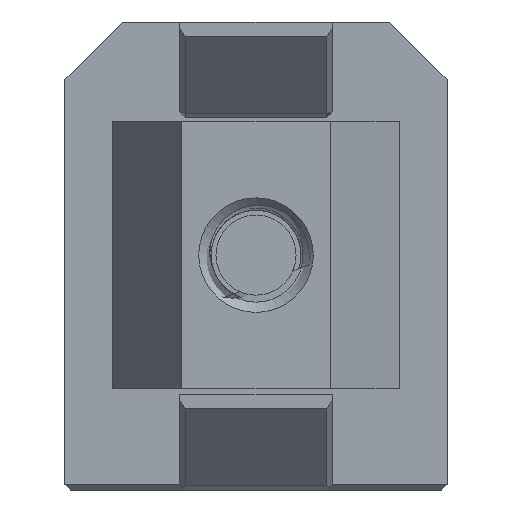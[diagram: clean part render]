
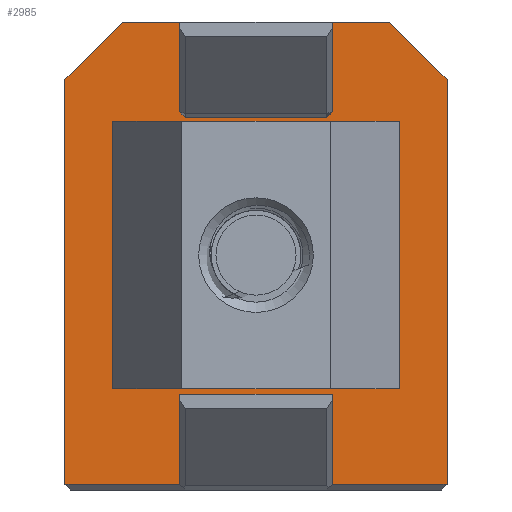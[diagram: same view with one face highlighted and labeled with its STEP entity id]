
A CAD part, front view. The second image highlights one B-rep face of the part: STEP entity #2985.
In plain terms, the highlighted planar face has unit normal (0, -1, 0).
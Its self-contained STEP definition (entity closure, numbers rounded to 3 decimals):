
#46=FACE_BOUND('',#485,.T.);
#121=PLANE('',#3225);
#307=FACE_OUTER_BOUND('',#484,.T.);
#484=EDGE_LOOP('',(#2615,#2616,#2617,#2618,#2619,#2620,#2621,#2622,#2623,
#2624,#2625,#2626,#2627,#2628,#2629,#2630));
#485=EDGE_LOOP('',(#2631,#2632,#2633,#2634));
#570=CIRCLE('',#3226,3.1);
#803=LINE('',#10059,#1079);
#814=LINE('',#10080,#1090);
#817=LINE('',#10085,#1093);
#823=LINE('',#10095,#1099);
#835=LINE('',#10120,#1111);
#846=LINE('',#10142,#1122);
#847=LINE('',#10145,#1123);
#885=LINE('',#11270,#1161);
#889=LINE('',#11278,#1165);
#891=LINE('',#11281,#1167);
#897=LINE('',#11292,#1173);
#898=LINE('',#11293,#1174);
#899=LINE('',#11295,#1175);
#900=LINE('',#11296,#1176);
#901=LINE('',#11297,#1177);
#902=LINE('',#11298,#1178);
#903=LINE('',#11301,#1179);
#904=LINE('',#11303,#1180);
#905=LINE('',#11305,#1181);
#1079=VECTOR('',#3657,10.);
#1090=VECTOR('',#3676,10.);
#1093=VECTOR('',#3681,10.);
#1099=VECTOR('',#3691,10.);
#1111=VECTOR('',#3715,10.);
#1122=VECTOR('',#3738,10.);
#1123=VECTOR('',#3741,10.);
#1161=VECTOR('',#3831,10.);
#1165=VECTOR('',#3837,10.);
#1167=VECTOR('',#3839,10.);
#1173=VECTOR('',#3847,10.);
#1174=VECTOR('',#3848,10.);
#1175=VECTOR('',#3849,10.);
#1176=VECTOR('',#3850,10.);
#1177=VECTOR('',#3851,10.);
#1178=VECTOR('',#3852,10.);
#1179=VECTOR('',#3853,10.);
#1180=VECTOR('',#3854,10.);
#1181=VECTOR('',#3855,10.);
#1395=VERTEX_POINT('',#10033);
#1404=VERTEX_POINT('',#10057);
#1405=VERTEX_POINT('',#10058);
#1410=VERTEX_POINT('',#10078);
#1411=VERTEX_POINT('',#10079);
#1412=VERTEX_POINT('',#10084);
#1420=VERTEX_POINT('',#10113);
#1421=VERTEX_POINT('',#10118);
#1426=VERTEX_POINT('',#10138);
#1427=VERTEX_POINT('',#10144);
#1463=VERTEX_POINT('',#11268);
#1464=VERTEX_POINT('',#11269);
#1467=VERTEX_POINT('',#11277);
#1468=VERTEX_POINT('',#11280);
#1472=VERTEX_POINT('',#11291);
#1473=VERTEX_POINT('',#11294);
#1474=VERTEX_POINT('',#11299);
#1475=VERTEX_POINT('',#11300);
#1476=VERTEX_POINT('',#11302);
#1477=VERTEX_POINT('',#11304);
#1760=EDGE_CURVE('',#1404,#1405,#803,.F.);
#1771=EDGE_CURVE('',#1410,#1411,#814,.F.);
#1774=EDGE_CURVE('',#1412,#1405,#817,.T.);
#1780=EDGE_CURVE('',#1411,#1404,#823,.T.);
#1792=EDGE_CURVE('',#1421,#1420,#835,.T.);
#1803=EDGE_CURVE('',#1395,#1426,#846,.T.);
#1804=EDGE_CURVE('',#1427,#1420,#847,.T.);
#1858=EDGE_CURVE('',#1463,#1464,#885,.T.);
#1862=EDGE_CURVE('',#1464,#1467,#889,.T.);
#1864=EDGE_CURVE('',#1412,#1468,#891,.T.);
#1870=EDGE_CURVE('',#1395,#1472,#897,.T.);
#1871=EDGE_CURVE('',#1427,#1472,#898,.T.);
#1872=EDGE_CURVE('',#1421,#1473,#899,.T.);
#1873=EDGE_CURVE('',#1468,#1473,#900,.T.);
#1874=EDGE_CURVE('',#1410,#1467,#901,.T.);
#1875=EDGE_CURVE('',#1426,#1463,#902,.T.);
#1876=EDGE_CURVE('',#1474,#1475,#903,.T.);
#1877=EDGE_CURVE('',#1476,#1474,#904,.T.);
#1878=EDGE_CURVE('',#1477,#1476,#905,.T.);
#1879=EDGE_CURVE('',#1475,#1477,#570,.T.);
#2615=ORIENTED_EDGE('',*,*,#1803,.F.);
#2616=ORIENTED_EDGE('',*,*,#1870,.T.);
#2617=ORIENTED_EDGE('',*,*,#1871,.F.);
#2618=ORIENTED_EDGE('',*,*,#1804,.T.);
#2619=ORIENTED_EDGE('',*,*,#1792,.F.);
#2620=ORIENTED_EDGE('',*,*,#1872,.T.);
#2621=ORIENTED_EDGE('',*,*,#1873,.F.);
#2622=ORIENTED_EDGE('',*,*,#1864,.F.);
#2623=ORIENTED_EDGE('',*,*,#1774,.T.);
#2624=ORIENTED_EDGE('',*,*,#1760,.F.);
#2625=ORIENTED_EDGE('',*,*,#1780,.F.);
#2626=ORIENTED_EDGE('',*,*,#1771,.F.);
#2627=ORIENTED_EDGE('',*,*,#1874,.T.);
#2628=ORIENTED_EDGE('',*,*,#1862,.F.);
#2629=ORIENTED_EDGE('',*,*,#1858,.F.);
#2630=ORIENTED_EDGE('',*,*,#1875,.F.);
#2631=ORIENTED_EDGE('',*,*,#1876,.F.);
#2632=ORIENTED_EDGE('',*,*,#1877,.F.);
#2633=ORIENTED_EDGE('',*,*,#1878,.F.);
#2634=ORIENTED_EDGE('',*,*,#1879,.F.);
#2985=ADVANCED_FACE('',(#307,#46),#121,.T.);
#3225=AXIS2_PLACEMENT_3D('',#11290,#3845,#3846);
#3226=AXIS2_PLACEMENT_3D('',#11306,#3856,#3857);
#3657=DIRECTION('',(-0.707,0.,-0.707));
#3676=DIRECTION('',(-0.707,0.,0.707));
#3681=DIRECTION('',(0.,0.,-1.));
#3691=DIRECTION('',(1.,0.,0.));
#3715=DIRECTION('',(-1.,0.,0.));
#3738=DIRECTION('',(-1.,0.,0.));
#3741=DIRECTION('',(0.,0.,-1.));
#3831=DIRECTION('',(0.707,0.,0.707));
#3837=DIRECTION('',(1.,0.,0.));
#3839=DIRECTION('',(1.,0.,0.));
#3845=DIRECTION('center_axis',(0.,-1.,0.));
#3846=DIRECTION('ref_axis',(-1.,0.,0.));
#3847=DIRECTION('',(0.,0.,1.));
#3848=DIRECTION('',(-1.,0.,0.));
#3849=DIRECTION('',(0.,0.,1.));
#3850=DIRECTION('',(0.707,0.,-0.707));
#3851=DIRECTION('',(0.,0.,1.));
#3852=DIRECTION('',(0.,0.,1.));
#3853=DIRECTION('',(-0.866,0.,-0.5));
#3854=DIRECTION('',(-1.,0.,0.));
#3855=DIRECTION('',(-0.866,0.,0.5));
#3856=DIRECTION('center_axis',(0.,-1.,0.));
#3857=DIRECTION('ref_axis',(-1.,0.,0.));
#10033=CARTESIAN_POINT('',(6.,0.,-7.7));
#10057=CARTESIAN_POINT('',(13.7,0.,11.5));
#10058=CARTESIAN_POINT('',(14.,0.,11.8));
#10059=CARTESIAN_POINT('',(12.475,0.,10.275));
#10078=CARTESIAN_POINT('',(6.,0.,11.8));
#10079=CARTESIAN_POINT('',(6.3,0.,11.5));
#10080=CARTESIAN_POINT('',(12.525,0.,5.275));
#10084=CARTESIAN_POINT('',(14.,0.,16.5));
#10085=CARTESIAN_POINT('',(14.,0.,0.));
#10095=CARTESIAN_POINT('',(12.113,0.,11.5));
#10113=CARTESIAN_POINT('',(14.,0.,-7.7));
#10118=CARTESIAN_POINT('',(20.,0.,-7.7));
#10120=CARTESIAN_POINT('',(15.,0.,-7.7));
#10138=CARTESIAN_POINT('',(0.,0.,-7.7));
#10142=CARTESIAN_POINT('',(15.,0.,-7.7));
#10144=CARTESIAN_POINT('',(14.,0.,-3.));
#10145=CARTESIAN_POINT('',(14.,0.,0.));
#11268=CARTESIAN_POINT('',(0.,0.,13.5));
#11269=CARTESIAN_POINT('',(3.,0.,16.5));
#11270=CARTESIAN_POINT('',(2.375,0.,15.875));
#11277=CARTESIAN_POINT('',(6.,0.,16.5));
#11278=CARTESIAN_POINT('',(0.,0.,16.5));
#11280=CARTESIAN_POINT('',(17.,0.,16.5));
#11281=CARTESIAN_POINT('',(0.,0.,16.5));
#11290=CARTESIAN_POINT('Origin',(20.,0.,0.));
#11291=CARTESIAN_POINT('',(6.,0.,-3.));
#11292=CARTESIAN_POINT('',(6.,0.,0.));
#11293=CARTESIAN_POINT('',(7.888,0.,-3.));
#11294=CARTESIAN_POINT('',(20.,0.,13.5));
#11295=CARTESIAN_POINT('',(20.,0.,0.));
#11296=CARTESIAN_POINT('',(22.625,0.,10.875));
#11297=CARTESIAN_POINT('',(6.,0.,0.));
#11298=CARTESIAN_POINT('',(0.,0.,0.));
#11299=CARTESIAN_POINT('',(9.516,0.,7.55));
#11300=CARTESIAN_POINT('',(8.45,0.,6.935));
#11301=CARTESIAN_POINT('',(8.983,0.,7.242));
#11302=CARTESIAN_POINT('',(10.484,0.,7.55));
#11303=CARTESIAN_POINT('',(10.242,0.,7.55));
#11304=CARTESIAN_POINT('',(11.55,0.,6.935));
#11305=CARTESIAN_POINT('',(11.55,0.,6.935));
#11306=CARTESIAN_POINT('Origin',(10.,0.,4.25));
